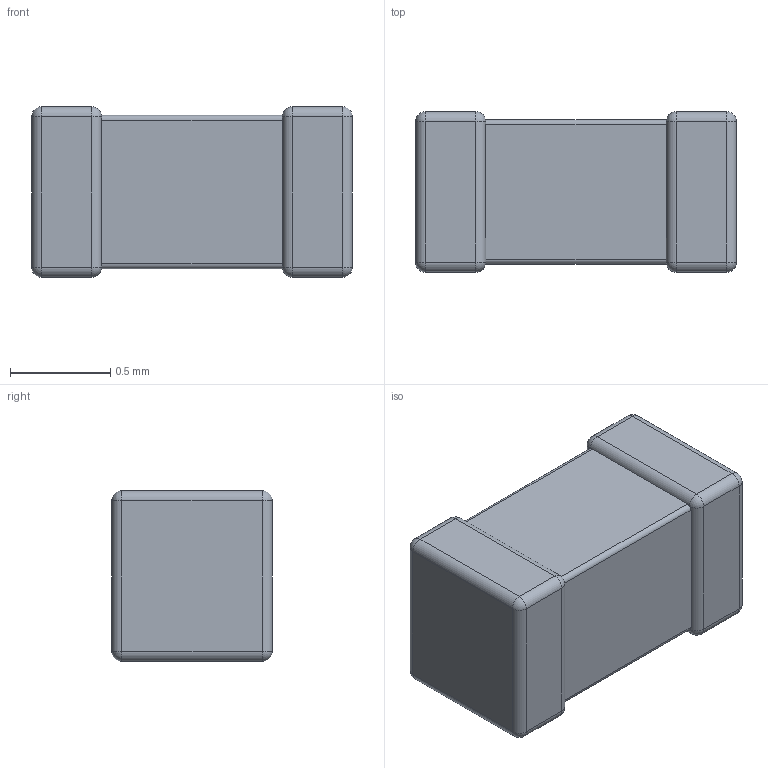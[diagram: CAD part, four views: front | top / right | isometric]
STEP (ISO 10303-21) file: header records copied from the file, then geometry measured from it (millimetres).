
FILE_DESCRIPTION(('FreeCAD Model'),'2;1');
FILE_NAME('C_0603_1608M_h0.85.step','2019-07-22T13:41:22',('Author'),(''), 'Open CASCADE STEP processor 7.3','FreeCAD','Unknown');
FILE_SCHEMA(('AUTOMOTIVE_DESIGN { 1 0 10303 214 1 1 1 1 }'));
Length unit declared in the file: millimetre
Products named in the file (1): C_0603_1608M_h0.85
Bounding box: 1.6 x 0.8 x 0.85 mm (x, y, z)
Volume: 1 mm3; surface area: 6.2 mm2
Topology: 1 solids, 1 shells, 58 faces, 141 edges, 72 vertices
Faces by surface type: cylinder 28, sphere 16, plane 14
Entity records: 2078 total; most frequent: CARTESIAN_POINT 406, DIRECTION 270, ORIENTED_EDGE 256, EDGE_CURVE 128, AXIS2_PLACEMENT_3D 107, VERTEX_POINT 72, ADVANCED_FACE 58, FACE_BOUND 58
